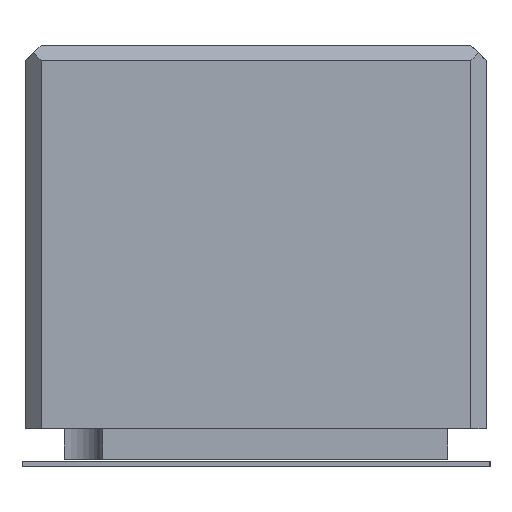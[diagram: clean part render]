
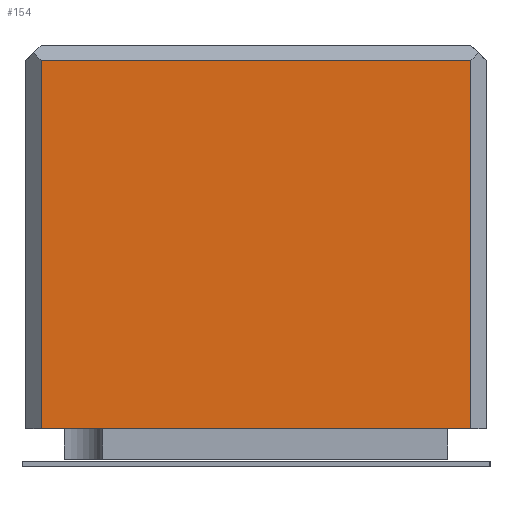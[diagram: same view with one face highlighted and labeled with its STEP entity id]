
A CAD part, left-side view. The second image highlights one B-rep face of the part: STEP entity #154.
In plain terms, the highlighted planar face has unit normal (-1, 0, 0).
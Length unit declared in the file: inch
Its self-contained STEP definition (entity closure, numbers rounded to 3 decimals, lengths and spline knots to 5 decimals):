
#10 = ORIENTED_EDGE ( 'NONE', *, *, #328, .F. ) ;
#16 = VERTEX_POINT ( 'NONE', #800 ) ;
#22 = CARTESIAN_POINT ( 'NONE',  ( -0.01969, -0.01102, 0.00497 ) ) ;
#95 = CARTESIAN_POINT ( 'NONE',  ( -0.01969, 0.01102, 0.02387 ) ) ;
#141 = CARTESIAN_POINT ( 'NONE',  ( -0.01969, 0.01102, 0.02387 ) ) ;
#147 = CARTESIAN_POINT ( 'NONE',  ( -0.01969, -0.01102, 0.02387 ) ) ;
#154 = ADVANCED_FACE ( 'NONE', ( #499 ), #414, .T. ) ;
#249 = ORIENTED_EDGE ( 'NONE', *, *, #969, .T. ) ;
#308 = EDGE_LOOP ( 'NONE', ( #10, #596, #249, #462 ) ) ;
#313 = LINE ( 'NONE', #1086, #452 ) ;
#328 = EDGE_CURVE ( 'NONE', #844, #384, #1054, .T. ) ;
#329 = DIRECTION ( 'NONE',  ( -1., 0., 0. ) ) ;
#384 = VERTEX_POINT ( 'NONE', #22 ) ;
#413 = VERTEX_POINT ( 'NONE', #95 ) ;
#414 = PLANE ( 'NONE',  #464 ) ;
#419 = VECTOR ( 'NONE', #489, 39.37008 ) ;
#452 = VECTOR ( 'NONE', #474, 39.37008 ) ;
#462 = ORIENTED_EDGE ( 'NONE', *, *, #785, .T. ) ;
#464 = AXIS2_PLACEMENT_3D ( 'NONE', #1024, #329, #751 ) ;
#474 = DIRECTION ( 'NONE',  ( 0., -1., 0. ) ) ;
#489 = DIRECTION ( 'NONE',  ( 0., -1., 0. ) ) ;
#499 = FACE_OUTER_BOUND ( 'NONE', #308, .T. ) ;
#596 = ORIENTED_EDGE ( 'NONE', *, *, #876, .F. ) ;
#597 = CARTESIAN_POINT ( 'NONE',  ( -0.01969, 0.01102, 0.02387 ) ) ;
#631 = CARTESIAN_POINT ( 'NONE',  ( -0.01969, -0.01102, 0.02387 ) ) ;
#708 = VECTOR ( 'NONE', #719, 39.37008 ) ;
#714 = VECTOR ( 'NONE', #940, 39.37008 ) ;
#719 = DIRECTION ( 'NONE',  ( 0., 0., -1. ) ) ;
#751 = DIRECTION ( 'NONE',  ( 0., 0., 1. ) ) ;
#761 = LINE ( 'NONE', #597, #714 ) ;
#785 = EDGE_CURVE ( 'NONE', #16, #384, #313, .T. ) ;
#800 = CARTESIAN_POINT ( 'NONE',  ( -0.01969, 0.01102, 0.00497 ) ) ;
#844 = VERTEX_POINT ( 'NONE', #147 ) ;
#876 = EDGE_CURVE ( 'NONE', #413, #844, #914, .T. ) ;
#914 = LINE ( 'NONE', #141, #419 ) ;
#940 = DIRECTION ( 'NONE',  ( 0., 0., -1. ) ) ;
#969 = EDGE_CURVE ( 'NONE', #413, #16, #761, .T. ) ;
#1024 = CARTESIAN_POINT ( 'NONE',  ( -0.01969, 0.01181, 0.003 ) ) ;
#1054 = LINE ( 'NONE', #631, #708 ) ;
#1086 = CARTESIAN_POINT ( 'NONE',  ( -0.01969, 0.01102, 0.00497 ) ) ;
